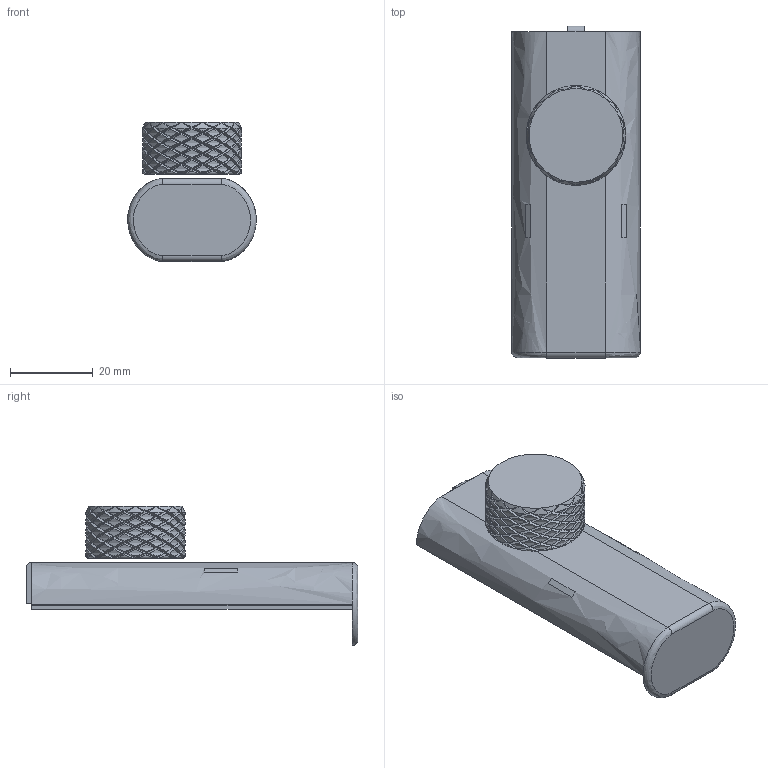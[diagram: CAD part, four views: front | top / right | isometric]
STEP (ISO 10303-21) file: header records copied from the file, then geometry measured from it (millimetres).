
FILE_DESCRIPTION(/* description */ (''),/* implementation_level */ '2;1');
FILE_NAME(/* name */ 'pad_dessus.step',/* time_stamp */ '2024-11-19T14:22:18+01:00',/* author */ (''),/* organization */ (''),/* preprocessor_version */ 'ST-DEVELOPER v20',/* originating_system */ 'Autodesk Translation Framework v13.20.0.188',/* authorisation */ '');
FILE_SCHEMA (('AUTOMOTIVE_DESIGN { 1 0 10303 214 3 1 1 }'));
Length unit declared in the file: millimetre
Products named in the file (3): Pad occitel mini; Top Housing; knob
Assembly tree (2 placements, depth 2):
  Pad occitel mini
    Top Housing
    knob
Bounding box: 31 x 79.98 x 33.5 mm (x, y, z)
Volume: 15198.1 mm3; surface area: 11624.7 mm2
Topology: 2 solids, 2 shells, 890 faces, 1950 edges, 1061 vertices
Faces by surface type: bspline 602, cylinder 179, plane 69, cone 24, torus 16
Full cylindrical faces by diameter (mm): 2.5 x1, 6 x1, 7.7 x1
Entity records: 36298 total; most frequent: CARTESIAN_POINT 22114, ORIENTED_EDGE 3884, EDGE_CURVE 1942, B_SPLINE_CURVE_WITH_KNOTS 1598, DIRECTION 1065, VERTEX_POINT 1061, EDGE_LOOP 897, FACE_OUTER_BOUND 890
